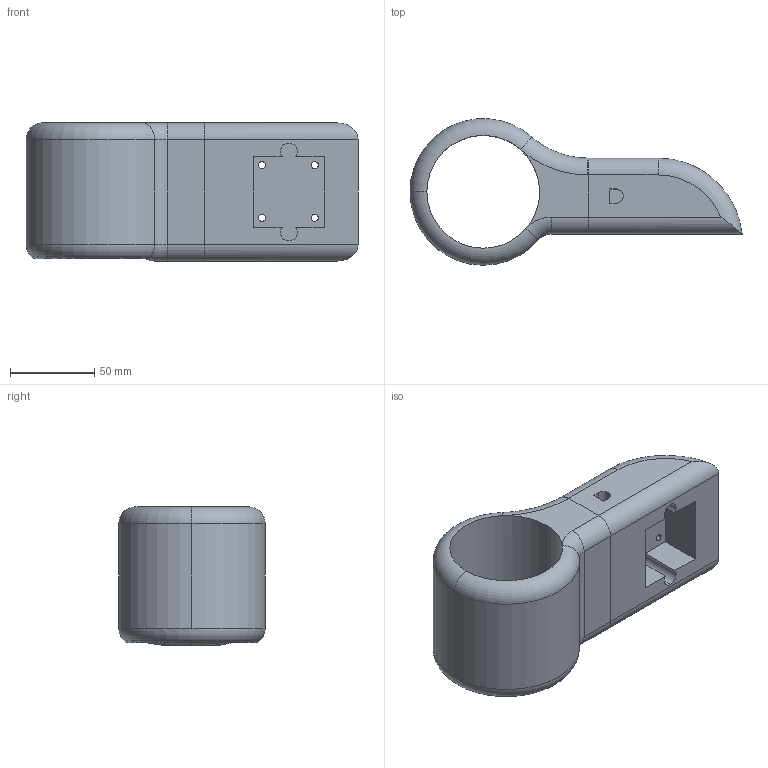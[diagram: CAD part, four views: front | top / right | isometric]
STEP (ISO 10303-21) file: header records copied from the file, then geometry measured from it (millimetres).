
FILE_DESCRIPTION (( 'STEP AP203' ), '1' );
FILE_NAME ('canCoolingElement.STEP', '2014-10-01T03:38:13', ( 'SCT User' ), ( '' ), 'SwSTEP 2.0', 'SolidWorks 2014', '' );
FILE_SCHEMA (( 'CONFIG_CONTROL_DESIGN' ));
Length unit declared in the file: millimetre
Products named in the file (1): canCoolingElement
Bounding box: 196.85 x 86.75 x 82 mm (x, y, z)
Volume: 500230 mm3; surface area: 79922.8 mm2
Topology: 2 solids, 2 shells, 75 faces, 180 edges, 113 vertices
Faces by surface type: cylinder 36, plane 25, torus 12, bspline 2
Entity records: 2586 total; most frequent: CARTESIAN_POINT 693, DIRECTION 407, ORIENTED_EDGE 360, EDGE_CURVE 180, AXIS2_PLACEMENT_3D 163, VERTEX_POINT 113, EDGE_LOOP 89, CIRCLE 89
